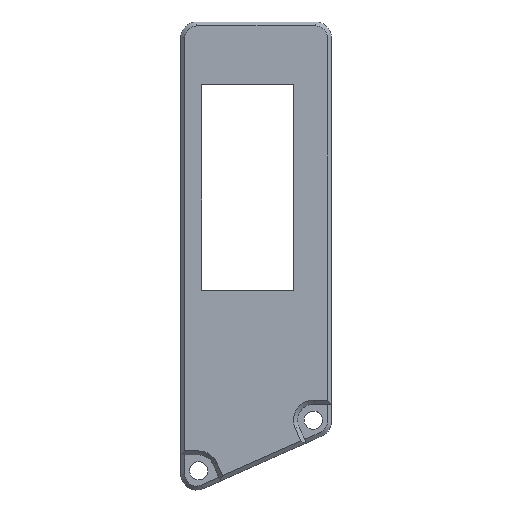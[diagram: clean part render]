
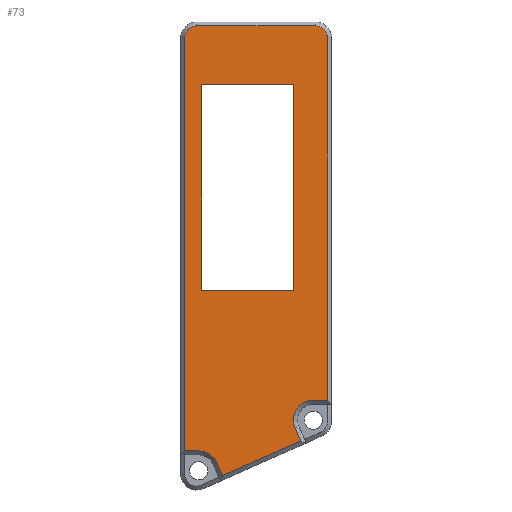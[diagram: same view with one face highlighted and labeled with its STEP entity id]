
A CAD part, top view. The second image highlights one B-rep face of the part: STEP entity #73.
In plain terms, the highlighted planar face has unit normal (0, 0, 1).
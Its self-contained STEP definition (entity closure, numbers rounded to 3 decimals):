
#73=ADVANCED_FACE('',(#139,#80),#900,.T.);
#80=FACE_BOUND('',#205,.T.);
#139=FACE_OUTER_BOUND('',#204,.T.);
#204=EDGE_LOOP('',(#468,#469,#470,#471,#472,#473,#474,#475,#476,#477,#478,
#479));
#205=EDGE_LOOP('',(#480,#481,#482,#483));
#468=ORIENTED_EDGE('',*,*,#552,.F.);
#469=ORIENTED_EDGE('',*,*,#555,.F.);
#470=ORIENTED_EDGE('',*,*,#551,.F.);
#471=ORIENTED_EDGE('',*,*,#571,.F.);
#472=ORIENTED_EDGE('',*,*,#544,.T.);
#473=ORIENTED_EDGE('',*,*,#622,.T.);
#474=ORIENTED_EDGE('',*,*,#557,.T.);
#475=ORIENTED_EDGE('',*,*,#572,.F.);
#476=ORIENTED_EDGE('',*,*,#561,.F.);
#477=ORIENTED_EDGE('',*,*,#562,.F.);
#478=ORIENTED_EDGE('',*,*,#566,.F.);
#479=ORIENTED_EDGE('',*,*,#568,.F.);
#480=ORIENTED_EDGE('',*,*,#609,.F.);
#481=ORIENTED_EDGE('',*,*,#607,.F.);
#482=ORIENTED_EDGE('',*,*,#604,.F.);
#483=ORIENTED_EDGE('',*,*,#601,.F.);
#544=EDGE_CURVE('',#803,#804,#658,.T.);
#551=EDGE_CURVE('',#809,#810,#664,.T.);
#552=EDGE_CURVE('',#814,#813,#665,.T.);
#555=EDGE_CURVE('',#810,#814,#752,.T.);
#557=EDGE_CURVE('',#806,#817,#669,.T.);
#561=EDGE_CURVE('',#820,#821,#754,.T.);
#562=EDGE_CURVE('',#823,#820,#672,.T.);
#566=EDGE_CURVE('',#825,#823,#756,.T.);
#568=EDGE_CURVE('',#813,#825,#676,.T.);
#571=EDGE_CURVE('',#803,#809,#679,.T.);
#572=EDGE_CURVE('',#821,#817,#680,.T.);
#601=EDGE_CURVE('',#828,#829,#705,.T.);
#604=EDGE_CURVE('',#829,#831,#708,.T.);
#607=EDGE_CURVE('',#831,#833,#711,.T.);
#609=EDGE_CURVE('',#833,#828,#713,.T.);
#622=EDGE_CURVE('',#804,#806,#761,.T.);
#658=B_SPLINE_CURVE_WITH_KNOTS('',1,(#1393,#1394),.UNSPECIFIED.,.F.,.F.,
(2,2),(0.5,2.269),.UNSPECIFIED.);
#664=B_SPLINE_CURVE_WITH_KNOTS('',1,(#1420,#1421),.UNSPECIFIED.,.F.,.F.,
(2,2),(0.5,2.269),.UNSPECIFIED.);
#665=B_SPLINE_CURVE_WITH_KNOTS('',1,(#1422,#1423),.UNSPECIFIED.,.F.,.F.,
(2,2),(0.,1.769),.UNSPECIFIED.);
#669=B_SPLINE_CURVE_WITH_KNOTS('',1,(#1453,#1454),.UNSPECIFIED.,.F.,.F.,
(2,2),(0.,1.769),.UNSPECIFIED.);
#672=B_SPLINE_CURVE_WITH_KNOTS('',1,(#1465,#1466),.UNSPECIFIED.,.F.,.F.,
(2,2),(0.,14.97),.UNSPECIFIED.);
#676=B_SPLINE_CURVE_WITH_KNOTS('',1,(#1479,#1480),.UNSPECIFIED.,.F.,.F.,
(2,2),(0.5,54.541),.UNSPECIFIED.);
#679=B_SPLINE_CURVE_WITH_KNOTS('',1,(#1485,#1486),.UNSPECIFIED.,.F.,.F.,
(2,2),(0.5,11.283),.UNSPECIFIED.);
#680=B_SPLINE_CURVE_WITH_KNOTS('',1,(#1487,#1488),.UNSPECIFIED.,.F.,.F.,
(2,2),(0.,47.652),.UNSPECIFIED.);
#705=B_SPLINE_CURVE_WITH_KNOTS('',1,(#1548,#1549),.UNSPECIFIED.,.F.,.F.,
(2,2),(38.55,50.65),.UNSPECIFIED.);
#708=B_SPLINE_CURVE_WITH_KNOTS('',1,(#1554,#1555),.UNSPECIFIED.,.F.,.F.,
(2,2),(50.65,77.1),.UNSPECIFIED.);
#711=B_SPLINE_CURVE_WITH_KNOTS('',1,(#1560,#1561),.UNSPECIFIED.,.F.,.F.,
(2,2),(0.,12.1),.UNSPECIFIED.);
#713=B_SPLINE_CURVE_WITH_KNOTS('',1,(#1564,#1565),.UNSPECIFIED.,.F.,.F.,
(2,2),(12.1,38.55),.UNSPECIFIED.);
#752=(
BOUNDED_CURVE()
B_SPLINE_CURVE(2,(#1438,#1439,#1440),.UNSPECIFIED.,.F.,.F.)
B_SPLINE_CURVE_WITH_KNOTS((3,3),(0.,2.885),
 .UNSPECIFIED.)
CURVE()
GEOMETRIC_REPRESENTATION_ITEM()
RATIONAL_B_SPLINE_CURVE((1.,0.838,1.))
REPRESENTATION_ITEM('')
);
#754=(
BOUNDED_CURVE()
B_SPLINE_CURVE(2,(#1462,#1463,#1464),.UNSPECIFIED.,.F.,.F.)
B_SPLINE_CURVE_WITH_KNOTS((3,3),(0.,2.356),.UNSPECIFIED.)
CURVE()
GEOMETRIC_REPRESENTATION_ITEM()
RATIONAL_B_SPLINE_CURVE((1.,0.707,1.))
REPRESENTATION_ITEM('')
);
#756=(
BOUNDED_CURVE()
B_SPLINE_CURVE(2,(#1474,#1475,#1476),.UNSPECIFIED.,.F.,.F.)
B_SPLINE_CURVE_WITH_KNOTS((3,3),(0.,2.356),.UNSPECIFIED.)
CURVE()
GEOMETRIC_REPRESENTATION_ITEM()
RATIONAL_B_SPLINE_CURVE((1.,0.707,1.))
REPRESENTATION_ITEM('')
);
#761=(
BOUNDED_CURVE()
B_SPLINE_CURVE(2,(#1590,#1591,#1592,#1593,#1594),.UNSPECIFIED.,.F.,.F.)
B_SPLINE_CURVE_WITH_KNOTS((3,2,3),(2.269,4.753,7.238),
 .UNSPECIFIED.)
CURVE()
GEOMETRIC_REPRESENTATION_ITEM()
RATIONAL_B_SPLINE_CURVE((1.,0.879,1.,0.879,1.))
REPRESENTATION_ITEM('')
);
#803=VERTEX_POINT('',#1171);
#804=VERTEX_POINT('',#1172);
#806=VERTEX_POINT('',#1174);
#809=VERTEX_POINT('',#1177);
#810=VERTEX_POINT('',#1178);
#813=VERTEX_POINT('',#1181);
#814=VERTEX_POINT('',#1182);
#817=VERTEX_POINT('',#1185);
#820=VERTEX_POINT('',#1188);
#821=VERTEX_POINT('',#1189);
#823=VERTEX_POINT('',#1191);
#825=VERTEX_POINT('',#1193);
#828=VERTEX_POINT('',#1196);
#829=VERTEX_POINT('',#1197);
#831=VERTEX_POINT('',#1199);
#833=VERTEX_POINT('',#1201);
#900=PLANE('',#973);
#973=AXIS2_PLACEMENT_3D('',#1129,#1029,$);
#1029=DIRECTION('',(0.,0.,1.));
#1129=CARTESIAN_POINT('',(67.789,37.974,12.63));
#1171=CARTESIAN_POINT('',(82.42,-14.308,12.63));
#1172=CARTESIAN_POINT('',(81.704,-12.69,12.63));
#1174=CARTESIAN_POINT('',(83.99,-9.178,12.63));
#1177=CARTESIAN_POINT('',(72.56,-18.673,12.63));
#1178=CARTESIAN_POINT('',(71.844,-17.055,12.63));
#1181=CARTESIAN_POINT('',(67.789,-15.567,12.63));
#1182=CARTESIAN_POINT('',(69.558,-15.567,12.63));
#1185=CARTESIAN_POINT('',(85.759,-9.178,12.63));
#1188=CARTESIAN_POINT('',(84.259,37.974,12.63));
#1189=CARTESIAN_POINT('',(85.759,36.474,12.63));
#1191=CARTESIAN_POINT('',(69.289,37.974,12.63));
#1193=CARTESIAN_POINT('',(67.789,36.474,12.63));
#1196=CARTESIAN_POINT('',(69.958,4.658,12.63));
#1197=CARTESIAN_POINT('',(81.558,4.658,12.63));
#1199=CARTESIAN_POINT('',(81.558,30.608,12.63));
#1201=CARTESIAN_POINT('',(69.958,30.608,12.63));
#1393=CARTESIAN_POINT('',(82.42,-14.308,12.63));
#1394=CARTESIAN_POINT('',(81.704,-12.69,12.63));
#1420=CARTESIAN_POINT('',(72.56,-18.673,12.63));
#1421=CARTESIAN_POINT('',(71.844,-17.055,12.63));
#1422=CARTESIAN_POINT('',(69.558,-15.567,12.63));
#1423=CARTESIAN_POINT('',(67.789,-15.567,12.63));
#1438=CARTESIAN_POINT('',(71.844,-17.055,12.63));
#1439=CARTESIAN_POINT('',(71.185,-15.567,12.63));
#1440=CARTESIAN_POINT('',(69.558,-15.567,12.63));
#1453=CARTESIAN_POINT('',(83.99,-9.178,12.63));
#1454=CARTESIAN_POINT('',(85.759,-9.178,12.63));
#1462=CARTESIAN_POINT('',(84.259,37.974,12.63));
#1463=CARTESIAN_POINT('',(85.759,37.974,12.63));
#1464=CARTESIAN_POINT('',(85.759,36.474,12.63));
#1465=CARTESIAN_POINT('',(69.289,37.974,12.63));
#1466=CARTESIAN_POINT('',(84.259,37.974,12.63));
#1474=CARTESIAN_POINT('',(67.789,36.474,12.63));
#1475=CARTESIAN_POINT('',(67.789,37.974,12.63));
#1476=CARTESIAN_POINT('',(69.289,37.974,12.63));
#1479=CARTESIAN_POINT('',(67.789,-15.567,12.63));
#1480=CARTESIAN_POINT('',(67.789,36.474,12.63));
#1485=CARTESIAN_POINT('',(82.42,-14.308,12.63));
#1486=CARTESIAN_POINT('',(72.56,-18.673,12.63));
#1487=CARTESIAN_POINT('',(85.759,36.474,12.63));
#1488=CARTESIAN_POINT('',(85.759,-9.178,12.63));
#1548=CARTESIAN_POINT('',(69.958,4.658,12.63));
#1549=CARTESIAN_POINT('',(81.558,4.658,12.63));
#1554=CARTESIAN_POINT('',(81.558,4.658,12.63));
#1555=CARTESIAN_POINT('',(81.558,30.608,12.63));
#1560=CARTESIAN_POINT('',(81.558,30.608,12.63));
#1561=CARTESIAN_POINT('',(69.958,30.608,12.63));
#1564=CARTESIAN_POINT('',(69.958,30.608,12.63));
#1565=CARTESIAN_POINT('',(69.958,4.658,12.63));
#1590=CARTESIAN_POINT('',(81.704,-12.69,12.63));
#1591=CARTESIAN_POINT('',(81.155,-11.45,12.63));
#1592=CARTESIAN_POINT('',(81.895,-10.314,12.63));
#1593=CARTESIAN_POINT('',(82.634,-9.178,12.63));
#1594=CARTESIAN_POINT('',(83.99,-9.178,12.63));
